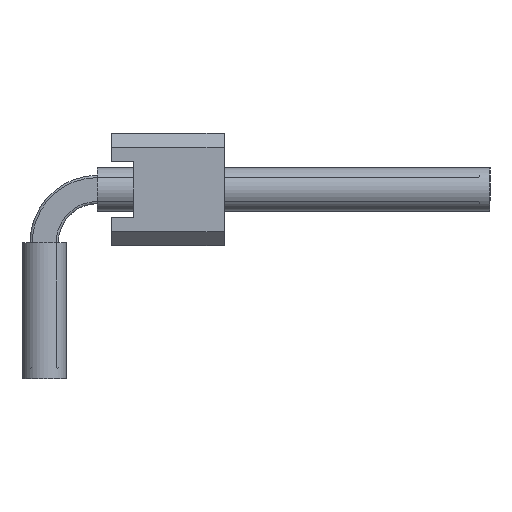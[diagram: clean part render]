
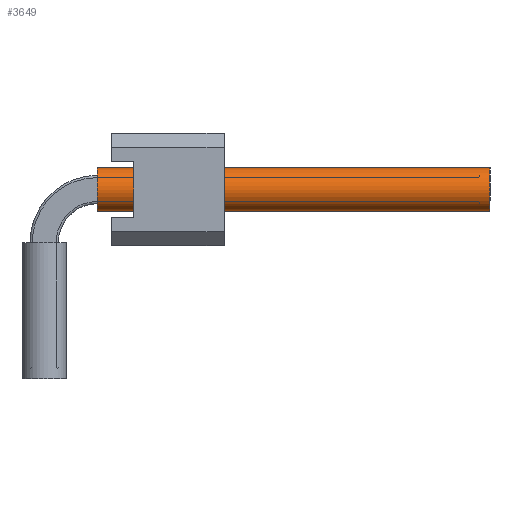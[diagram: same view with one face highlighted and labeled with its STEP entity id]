
A CAD part, left-side view. The second image highlights one B-rep face of the part: STEP entity #3649.
In plain terms, the highlighted cylindrical face has radius 0.5 mm (diameter 1 mm), a full revolution.
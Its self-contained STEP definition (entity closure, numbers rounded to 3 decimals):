
#2050=ORIENTED_EDGE('',*,*,#2568,.F.);
#2051=ORIENTED_EDGE('',*,*,#2569,.T.);
#2568=EDGE_CURVE('',#2912,#2912,#3012,.T.);
#2569=EDGE_CURVE('',#2913,#2913,#3013,.T.);
#2912=VERTEX_POINT('',#6058);
#2913=VERTEX_POINT('',#6060);
#3012=CIRCLE('',#3987,0.5);
#3013=CIRCLE('',#3988,0.5);
#3214=EDGE_LOOP('',(#2050));
#3215=EDGE_LOOP('',(#2051));
#3416=FACE_BOUND('',#3214,.T.);
#3417=FACE_BOUND('',#3215,.T.);
#3469=CYLINDRICAL_SURFACE('',#3986,0.5);
#3649=ADVANCED_FACE('',(#3416,#3417),#3469,.F.);
#3986=AXIS2_PLACEMENT_3D('',#6056,#4991,#4992);
#3987=AXIS2_PLACEMENT_3D('',#6057,#4993,#4994);
#3988=AXIS2_PLACEMENT_3D('',#6059,#4995,#4996);
#4991=DIRECTION('',(1.,0.,0.));
#4992=DIRECTION('',(0.,0.,-1.));
#4993=DIRECTION('',(-1.,0.,0.));
#4994=DIRECTION('',(0.,0.,1.));
#4995=DIRECTION('',(-1.,0.,0.));
#4996=DIRECTION('',(0.,0.,1.));
#6056=CARTESIAN_POINT('',(1.2,0.,4.27));
#6057=CARTESIAN_POINT('',(10.06,0.,4.27));
#6058=CARTESIAN_POINT('',(10.06,0.,4.77));
#6059=CARTESIAN_POINT('',(1.2,0.,4.27));
#6060=CARTESIAN_POINT('',(1.2,0.,4.77));
